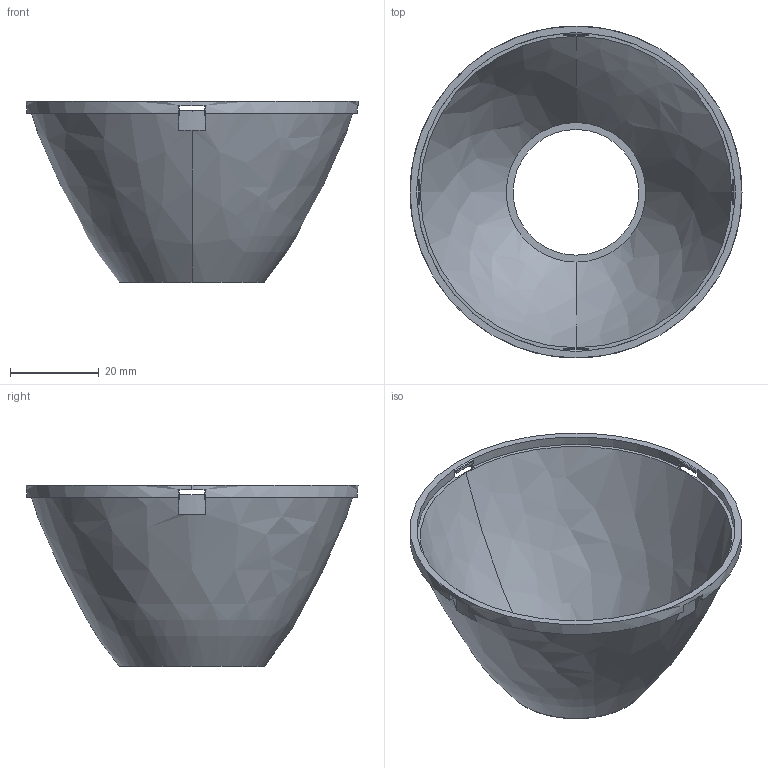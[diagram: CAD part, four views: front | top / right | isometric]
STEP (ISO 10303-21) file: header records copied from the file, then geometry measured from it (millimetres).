
FILE_DESCRIPTION (( 'STEP AP203' ), '1' );
FILE_NAME ('SL-A-075E.STEP', '2016-03-10T07:49:27', ( 'human' ), ( '' ), 'SwSTEP 2.0', 'SolidWorks 2014', '' );
FILE_SCHEMA (( 'CONFIG_CONTROL_DESIGN' ));
Length unit declared in the file: millimetre
Products named in the file (1): SL-A-075E
Bounding box: 75 x 75 x 41 mm (x, y, z)
Volume: 9868.4 mm3; surface area: 16970.8 mm2
Topology: 1 solids, 1 shells, 70 faces, 213 edges, 139 vertices
Faces by surface type: plane 36, cylinder 15, cone 10, bspline 9
Entity records: 2659 total; most frequent: CARTESIAN_POINT 730, ORIENTED_EDGE 426, DIRECTION 361, EDGE_CURVE 213, AXIS2_PLACEMENT_3D 140, VERTEX_POINT 139, VECTOR 81, LINE 81
